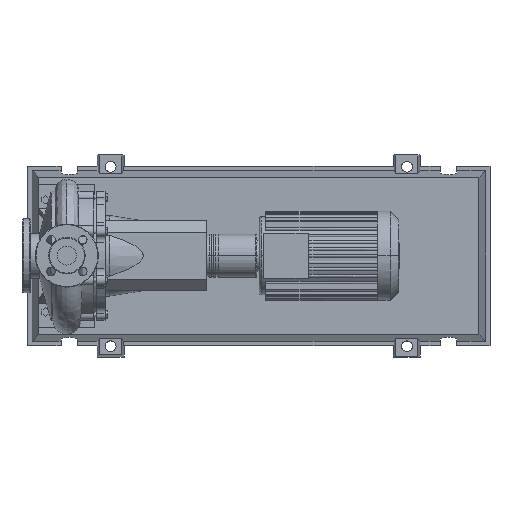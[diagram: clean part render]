
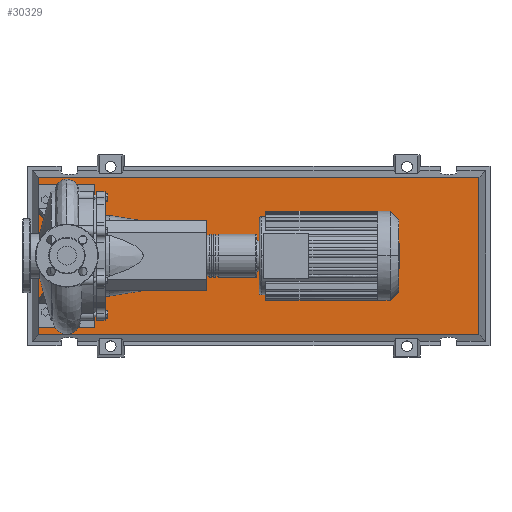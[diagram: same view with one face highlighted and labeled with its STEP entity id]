
A CAD part, top view. The second image highlights one B-rep face of the part: STEP entity #30329.
In plain terms, the highlighted planar face has unit normal (0, 0, 1).
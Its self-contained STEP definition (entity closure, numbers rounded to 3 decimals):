
#30010=CARTESIAN_POINT('',(917.971,-175.471,103.0));
#30011=VERTEX_POINT('',#30010);
#30018=CARTESIAN_POINT('',(-62.971,-175.471,103.0));
#30019=VERTEX_POINT('',#30018);
#30020=CARTESIAN_POINT('',(917.971,-175.471,103.0));
#30021=DIRECTION('',(-1.0,0.0,0.0));
#30022=VECTOR('',#30021,980.941);
#30023=LINE('',#30020,#30022);
#30024=EDGE_CURVE('',#30011,#30019,#30023,.T.);
#30242=CARTESIAN_POINT('',(917.971,175.471,103.0));
#30243=VERTEX_POINT('',#30242);
#30244=CARTESIAN_POINT('',(917.971,175.471,103.0));
#30245=DIRECTION('',(0.0,-1.0,0.0));
#30246=VECTOR('',#30245,350.941);
#30247=LINE('',#30244,#30246);
#30248=EDGE_CURVE('',#30243,#30011,#30247,.T.);
#30266=CARTESIAN_POINT('',(-62.971,175.471,103.0));
#30267=VERTEX_POINT('',#30266);
#30268=CARTESIAN_POINT('',(-62.971,-175.471,103.0));
#30269=DIRECTION('',(0.0,1.0,0.0));
#30270=VECTOR('',#30269,350.941);
#30271=LINE('',#30268,#30270);
#30272=EDGE_CURVE('',#30019,#30267,#30271,.T.);
#30305=CARTESIAN_POINT('',(-62.971,175.471,103.0));
#30306=DIRECTION('',(1.0,0.0,0.0));
#30307=VECTOR('',#30306,980.941);
#30308=LINE('',#30305,#30307);
#30309=EDGE_CURVE('',#30267,#30243,#30308,.T.);
#30318=CARTESIAN_POINT('',(427.5,0.,103.0));
#30319=DIRECTION('',(0.0,0.0,1.0));
#30320=DIRECTION('',(1.0,0.0,0.0));
#30321=AXIS2_PLACEMENT_3D('',#30318,#30319,#30320);
#30322=PLANE('',#30321);
#30323=ORIENTED_EDGE('',*,*,#30248,.F.);
#30324=ORIENTED_EDGE('',*,*,#30309,.F.);
#30325=ORIENTED_EDGE('',*,*,#30272,.F.);
#30326=ORIENTED_EDGE('',*,*,#30024,.F.);
#30327=EDGE_LOOP('',(#30323,#30324,#30325,#30326));
#30328=FACE_OUTER_BOUND('',#30327,.T.);
#30329=ADVANCED_FACE('',(#30328),#30322,.T.);
